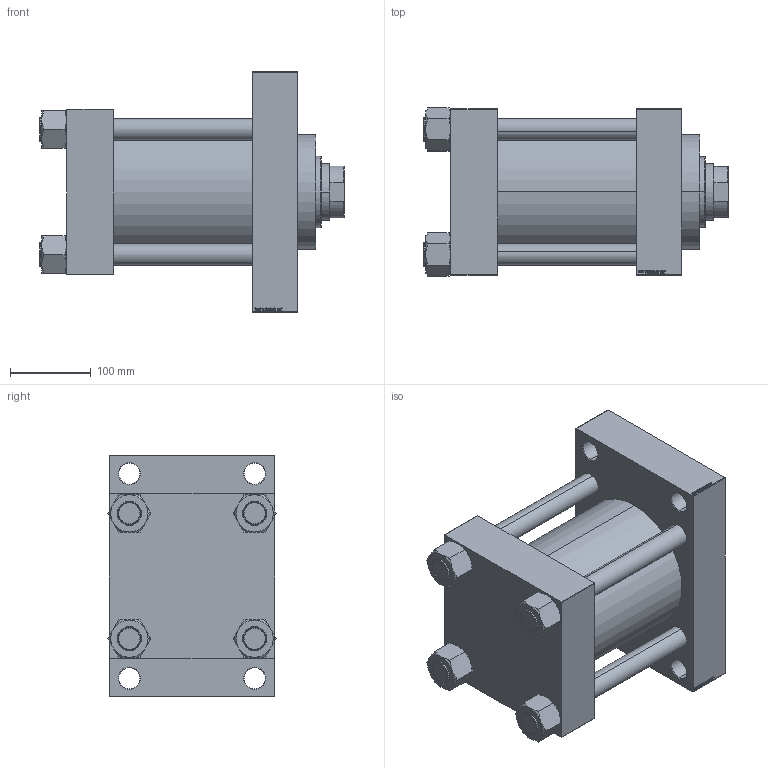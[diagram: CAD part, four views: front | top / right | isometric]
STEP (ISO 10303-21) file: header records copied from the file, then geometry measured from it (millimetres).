
FILE_DESCRIPTION (( 'STEP AP203' ), '1' );
FILE_NAME ('0b8c.STEP', '2025-10-14T11:41:42', ( '' ), ( '' ), 'SwSTEP 2.0', 'SolidWorks 2019', '' );
FILE_SCHEMA (( 'CONFIG_CONTROL_DESIGN' ));
Length unit declared in the file: millimetre
Products named in the file (6): 0b8c; V215CR_D_Body f6b881d56d7642145b623cb9605b89b2; V215CR_D_TYCINKA f6b881d56d7642145b623cb9605b89b2; NUT_M5_D f6b881d56d7642145b623cb9605b89b2; V215_VC_A f6b881d56d7642145b623cb9605b89b2; V215CR_VCP_D f6b881d56d7642145b623cb9605b89b2
Assembly tree (11 placements, depth 2):
  0b8c
    V215CR_D_Body f6b881d56d7642145b623cb9605b89b2
    V215CR_VCP_D f6b881d56d7642145b623cb9605b89b2
    NUT_M5_D f6b881d56d7642145b623cb9605b89b2  x4
    V215CR_D_TYCINKA f6b881d56d7642145b623cb9605b89b2  x4
    V215_VC_A f6b881d56d7642145b623cb9605b89b2
Bounding box: 376 x 208.14 x 297 mm (x, y, z)
Volume: 8509642.2 mm3; surface area: 851642.5 mm2
Topology: 11 solids, 11 shells, 1149 faces, 2906 edges, 1889 vertices
Faces by surface type: plane 544, bspline 368, cone 142, cylinder 87, torus 8
Entity records: 47706 total; most frequent: CARTESIAN_POINT 25221, ORIENTED_EDGE 5076, DIRECTION 3258, EDGE_CURVE 2538, VERTEX_POINT 1667, LINE 1526, VECTOR 1526, EDGE_LOOP 1123
